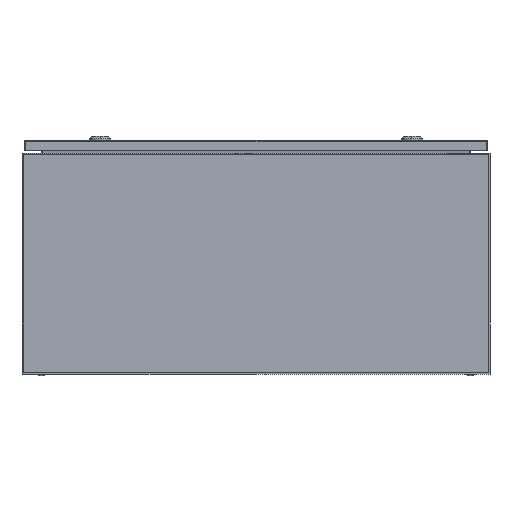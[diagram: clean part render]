
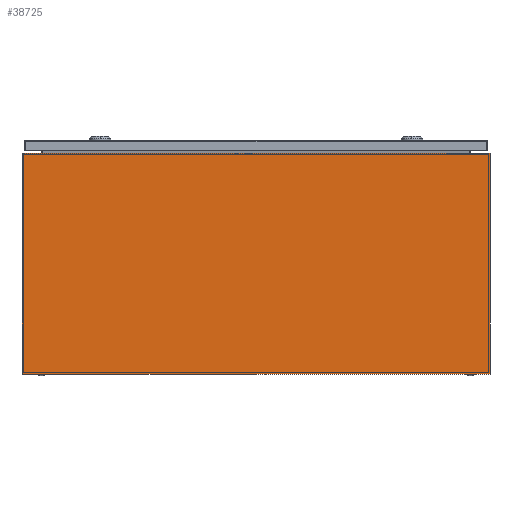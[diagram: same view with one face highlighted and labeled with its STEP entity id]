
A CAD part, left-side view. The second image highlights one B-rep face of the part: STEP entity #38725.
In plain terms, the highlighted planar face has unit normal (-1, 0, 0).
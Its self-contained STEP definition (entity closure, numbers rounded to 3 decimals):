
#227 = CARTESIAN_POINT ( 'NONE',  ( 0., 0., 0. ) ) ;
#1588 = DIRECTION ( 'NONE',  ( 0., -1., 0. ) ) ;
#3108 = VERTEX_POINT ( 'NONE', #25965 ) ;
#4109 = EDGE_CURVE ( 'NONE', #28177, #19517, #41128, .T. ) ;
#5455 = FACE_OUTER_BOUND ( 'NONE', #20830, .T. ) ;
#8119 = CARTESIAN_POINT ( 'NONE',  ( 0., 600., 0. ) ) ;
#8217 = CARTESIAN_POINT ( 'NONE',  ( 0., 0., 0. ) ) ;
#9668 = VECTOR ( 'NONE', #1588, 1000. ) ;
#10938 = CARTESIAN_POINT ( 'NONE',  ( 0., 0., 283. ) ) ;
#11199 = DIRECTION ( 'NONE',  ( 0., 0., -1. ) ) ;
#11656 = ORIENTED_EDGE ( 'NONE', *, *, #38677, .F. ) ;
#14106 = VECTOR ( 'NONE', #24777, 1000. ) ;
#15666 = DIRECTION ( 'NONE',  ( 0., -1., 0. ) ) ;
#18866 = ORIENTED_EDGE ( 'NONE', *, *, #37839, .T. ) ;
#19188 = CARTESIAN_POINT ( 'NONE',  ( 0., 0., 283. ) ) ;
#19517 = VERTEX_POINT ( 'NONE', #227 ) ;
#20830 = EDGE_LOOP ( 'NONE', ( #18866, #34856, #11656, #29307 ) ) ;
#24276 = CARTESIAN_POINT ( 'NONE',  ( 0., 0., 283. ) ) ;
#24777 = DIRECTION ( 'NONE',  ( 0., 0., -1. ) ) ;
#25631 = DIRECTION ( 'NONE',  ( 0., 0., -1. ) ) ;
#25965 = CARTESIAN_POINT ( 'NONE',  ( 0., 600., 283. ) ) ;
#27006 = CARTESIAN_POINT ( 'NONE',  ( 0., 600., 283. ) ) ;
#28177 = VERTEX_POINT ( 'NONE', #10938 ) ;
#29307 = ORIENTED_EDGE ( 'NONE', *, *, #31496, .T. ) ;
#31496 = EDGE_CURVE ( 'NONE', #3108, #38609, #40530, .T. ) ;
#33134 = PLANE ( 'NONE',  #39460 ) ;
#34496 = VECTOR ( 'NONE', #15666, 1000. ) ;
#34856 = ORIENTED_EDGE ( 'NONE', *, *, #4109, .F. ) ;
#35798 = CARTESIAN_POINT ( 'NONE',  ( 0., 0., 283. ) ) ;
#35846 = VECTOR ( 'NONE', #11199, 1000. ) ;
#36234 = DIRECTION ( 'NONE',  ( 1., 0., 0. ) ) ;
#37839 = EDGE_CURVE ( 'NONE', #38609, #19517, #41110, .T. ) ;
#38609 = VERTEX_POINT ( 'NONE', #8119 ) ;
#38677 = EDGE_CURVE ( 'NONE', #3108, #28177, #43133, .T. ) ;
#38725 = ADVANCED_FACE ( 'NONE', ( #5455 ), #33134, .F. ) ;
#39460 = AXIS2_PLACEMENT_3D ( 'NONE', #19188, #36234, #25631 ) ;
#40530 = LINE ( 'NONE', #27006, #14106 ) ;
#41110 = LINE ( 'NONE', #8217, #9668 ) ;
#41128 = LINE ( 'NONE', #24276, #35846 ) ;
#43133 = LINE ( 'NONE', #35798, #34496 ) ;
